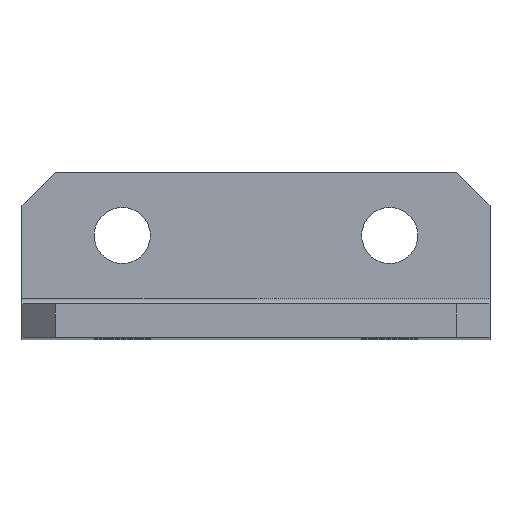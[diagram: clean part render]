
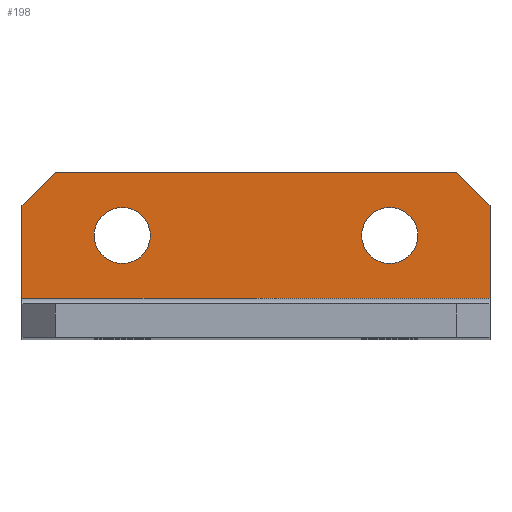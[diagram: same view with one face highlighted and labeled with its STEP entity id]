
A CAD part, top view. The second image highlights one B-rep face of the part: STEP entity #198.
In plain terms, the highlighted planar face has unit normal (0, 0, 1).
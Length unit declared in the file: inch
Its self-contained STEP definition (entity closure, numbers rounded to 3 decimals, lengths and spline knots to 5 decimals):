
#40 = DIRECTION ( 'NONE',  ( 0., 0., 1. ) ) ;
#56 = EDGE_LOOP ( 'NONE', ( #204, #1810 ) ) ;
#61 = ORIENTED_EDGE ( 'NONE', *, *, #146, .F. ) ;
#107 = EDGE_CURVE ( 'NONE', #1556, #1573, #1975, .T. ) ;
#128 = EDGE_CURVE ( 'NONE', #1507, #748, #333, .T. ) ;
#146 = EDGE_CURVE ( 'NONE', #748, #1507, #1535, .T. ) ;
#152 = FACE_BOUND ( 'NONE', #56, .T. ) ;
#160 = CARTESIAN_POINT ( 'NONE',  ( 1.625, 0.625, -4.875 ) ) ;
#198 = ADVANCED_FACE ( 'NONE', ( #152, #1464, #776 ), #1282, .T. ) ;
#204 = ORIENTED_EDGE ( 'NONE', *, *, #1083, .F. ) ;
#239 = AXIS2_PLACEMENT_3D ( 'NONE', #685, #1302, #998 ) ;
#254 = CARTESIAN_POINT ( 'NONE',  ( 0., 0.5, -4.875 ) ) ;
#333 = CIRCLE ( 'NONE', #1426, 0.105 ) ;
#338 = EDGE_CURVE ( 'NONE', #1385, #1573, #732, .T. ) ;
#357 = DIRECTION ( 'NONE',  ( 0., 1., 0. ) ) ;
#359 = DIRECTION ( 'NONE',  ( 1., 0., 0. ) ) ;
#371 = ORIENTED_EDGE ( 'NONE', *, *, #338, .T. ) ;
#389 = CARTESIAN_POINT ( 'NONE',  ( 0., 0.154, -4.875 ) ) ;
#448 = CARTESIAN_POINT ( 'NONE',  ( 1.75, 0.154, -4.875 ) ) ;
#477 = CARTESIAN_POINT ( 'NONE',  ( 1.75, 0.154, -4.875 ) ) ;
#513 = VECTOR ( 'NONE', #615, 39.37008 ) ;
#573 = CARTESIAN_POINT ( 'NONE',  ( 0.48, 0.389, -4.875 ) ) ;
#605 = DIRECTION ( 'NONE',  ( -1., 0., 0. ) ) ;
#615 = DIRECTION ( 'NONE',  ( -1., 0., 0. ) ) ;
#685 = CARTESIAN_POINT ( 'NONE',  ( 1.375, 0.389, -4.875 ) ) ;
#722 = DIRECTION ( 'NONE',  ( 0., 0., 1. ) ) ;
#727 = EDGE_CURVE ( 'NONE', #1424, #1720, #1321, .T. ) ;
#732 = LINE ( 'NONE', #862, #1610 ) ;
#748 = VERTEX_POINT ( 'NONE', #573 ) ;
#755 = CARTESIAN_POINT ( 'NONE',  ( 1.27, 0.389, -4.875 ) ) ;
#776 = FACE_OUTER_BOUND ( 'NONE', #832, .T. ) ;
#795 = AXIS2_PLACEMENT_3D ( 'NONE', #1639, #722, #1953 ) ;
#814 = DIRECTION ( 'NONE',  ( 0., 0., 1. ) ) ;
#832 = EDGE_LOOP ( 'NONE', ( #1297, #371, #1124, #1251, #834, #1338 ) ) ;
#834 = ORIENTED_EDGE ( 'NONE', *, *, #1855, .T. ) ;
#862 = CARTESIAN_POINT ( 'NONE',  ( 0.625, 1.125, -4.875 ) ) ;
#926 = CARTESIAN_POINT ( 'NONE',  ( 0.125, 0.625, -4.875 ) ) ;
#928 = VERTEX_POINT ( 'NONE', #755 ) ;
#933 = CIRCLE ( 'NONE', #795, 0.105 ) ;
#958 = DIRECTION ( 'NONE',  ( 0., 0., 1. ) ) ;
#969 = DIRECTION ( 'NONE',  ( 1., 0., 0. ) ) ;
#998 = DIRECTION ( 'NONE',  ( 1., 0., 0. ) ) ;
#1004 = VECTOR ( 'NONE', #357, 39.37008 ) ;
#1049 = ORIENTED_EDGE ( 'NONE', *, *, #128, .F. ) ;
#1062 = VECTOR ( 'NONE', #1600, 39.37008 ) ;
#1074 = EDGE_LOOP ( 'NONE', ( #1049, #61 ) ) ;
#1080 = LINE ( 'NONE', #448, #1964 ) ;
#1083 = EDGE_CURVE ( 'NONE', #928, #1731, #1874, .T. ) ;
#1120 = CARTESIAN_POINT ( 'NONE',  ( 1.75, 0., -4.875 ) ) ;
#1124 = ORIENTED_EDGE ( 'NONE', *, *, #107, .F. ) ;
#1134 = CARTESIAN_POINT ( 'NONE',  ( 0.375, 0.389, -4.875 ) ) ;
#1159 = VECTOR ( 'NONE', #1903, 39.37008 ) ;
#1231 = CARTESIAN_POINT ( 'NONE',  ( 1.75, 0.625, -4.875 ) ) ;
#1251 = ORIENTED_EDGE ( 'NONE', *, *, #1718, .F. ) ;
#1255 = DIRECTION ( 'NONE',  ( 1., 0., 0. ) ) ;
#1282 = PLANE ( 'NONE',  #1750 ) ;
#1297 = ORIENTED_EDGE ( 'NONE', *, *, #1760, .T. ) ;
#1302 = DIRECTION ( 'NONE',  ( 0., 0., 1. ) ) ;
#1321 = LINE ( 'NONE', #1611, #1062 ) ;
#1338 = ORIENTED_EDGE ( 'NONE', *, *, #727, .T. ) ;
#1340 = LINE ( 'NONE', #1231, #513 ) ;
#1385 = VERTEX_POINT ( 'NONE', #926 ) ;
#1408 = CARTESIAN_POINT ( 'NONE',  ( 1.75, 0.5, -4.875 ) ) ;
#1421 = CARTESIAN_POINT ( 'NONE',  ( 0.375, 0.389, -4.875 ) ) ;
#1424 = VERTEX_POINT ( 'NONE', #1408 ) ;
#1426 = AXIS2_PLACEMENT_3D ( 'NONE', #1421, #814, #359 ) ;
#1464 = FACE_BOUND ( 'NONE', #1074, .T. ) ;
#1491 = AXIS2_PLACEMENT_3D ( 'NONE', #1134, #958, #969 ) ;
#1507 = VERTEX_POINT ( 'NONE', #1558 ) ;
#1535 = CIRCLE ( 'NONE', #1491, 0.105 ) ;
#1556 = VERTEX_POINT ( 'NONE', #389 ) ;
#1558 = CARTESIAN_POINT ( 'NONE',  ( 0.27, 0.389, -4.875 ) ) ;
#1568 = EDGE_CURVE ( 'NONE', #1731, #928, #933, .T. ) ;
#1573 = VERTEX_POINT ( 'NONE', #254 ) ;
#1600 = DIRECTION ( 'NONE',  ( -0.707, 0.707, 0. ) ) ;
#1610 = VECTOR ( 'NONE', #1935, 39.37008 ) ;
#1611 = CARTESIAN_POINT ( 'NONE',  ( 2., 0.25, -4.875 ) ) ;
#1639 = CARTESIAN_POINT ( 'NONE',  ( 1.375, 0.389, -4.875 ) ) ;
#1718 = EDGE_CURVE ( 'NONE', #1877, #1556, #1080, .T. ) ;
#1720 = VERTEX_POINT ( 'NONE', #160 ) ;
#1731 = VERTEX_POINT ( 'NONE', #1849 ) ;
#1747 = CARTESIAN_POINT ( 'NONE',  ( 0., 0., -4.875 ) ) ;
#1750 = AXIS2_PLACEMENT_3D ( 'NONE', #1120, #40, #1255 ) ;
#1757 = LINE ( 'NONE', #1864, #1004 ) ;
#1760 = EDGE_CURVE ( 'NONE', #1720, #1385, #1340, .T. ) ;
#1810 = ORIENTED_EDGE ( 'NONE', *, *, #1568, .F. ) ;
#1849 = CARTESIAN_POINT ( 'NONE',  ( 1.48, 0.389, -4.875 ) ) ;
#1855 = EDGE_CURVE ( 'NONE', #1877, #1424, #1757, .T. ) ;
#1864 = CARTESIAN_POINT ( 'NONE',  ( 1.75, 0., -4.875 ) ) ;
#1874 = CIRCLE ( 'NONE', #239, 0.105 ) ;
#1877 = VERTEX_POINT ( 'NONE', #477 ) ;
#1903 = DIRECTION ( 'NONE',  ( 0., 1., 0. ) ) ;
#1935 = DIRECTION ( 'NONE',  ( -0.707, -0.707, 0. ) ) ;
#1953 = DIRECTION ( 'NONE',  ( 1., 0., 0. ) ) ;
#1964 = VECTOR ( 'NONE', #605, 39.37008 ) ;
#1975 = LINE ( 'NONE', #1747, #1159 ) ;
